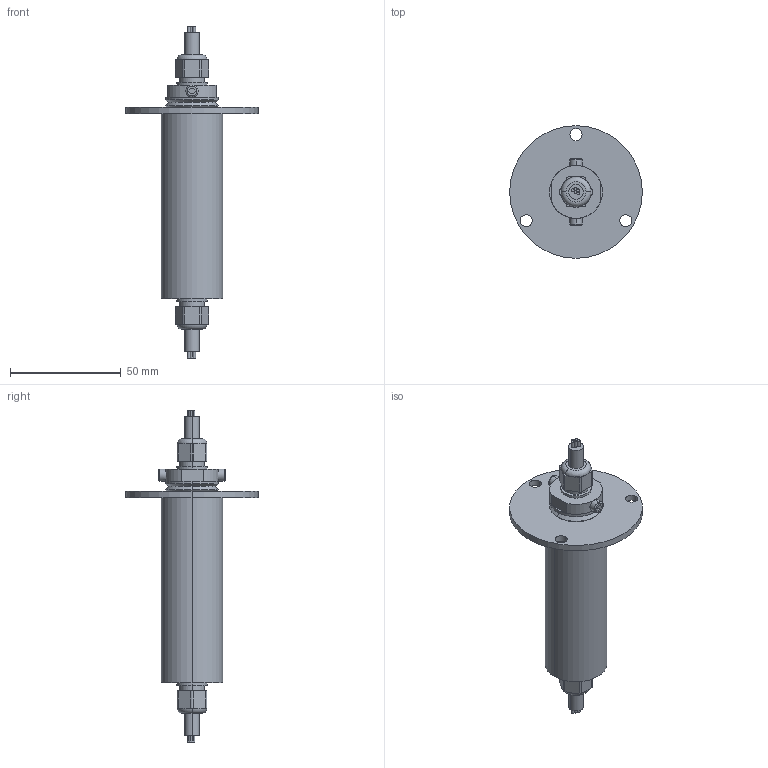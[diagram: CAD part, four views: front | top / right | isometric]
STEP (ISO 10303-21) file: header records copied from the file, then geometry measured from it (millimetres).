
FILE_DESCRIPTION (( 'STEP AP203' ), '1' );
FILE_NAME ('RX00714011.STEP', '2020-07-15T07:33:20', ( 'gongcheng1' ), ( '' ), 'SwSTEP 2.0', 'SolidWorks 2014', '' );
FILE_SCHEMA (( 'CONFIG_CONTROL_DESIGN' ));
Length unit declared in the file: millimetre
Products named in the file (1): RX00714011
Bounding box: 60 x 60 x 150.2 mm (x, y, z)
Volume: 68944 mm3; surface area: 16528.4 mm2
Topology: 1 solids, 1 shells, 143 faces, 338 edges, 222 vertices
Faces by surface type: plane 65, cylinder 64, torus 8, cone 6
Entity records: 4387 total; most frequent: CARTESIAN_POINT 860, DIRECTION 772, ORIENTED_EDGE 676, EDGE_CURVE 338, AXIS2_PLACEMENT_3D 306, VERTEX_POINT 222, EDGE_LOOP 174, CIRCLE 162
